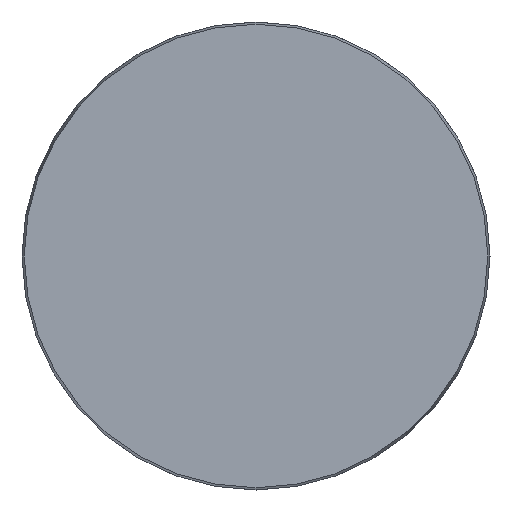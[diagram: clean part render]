
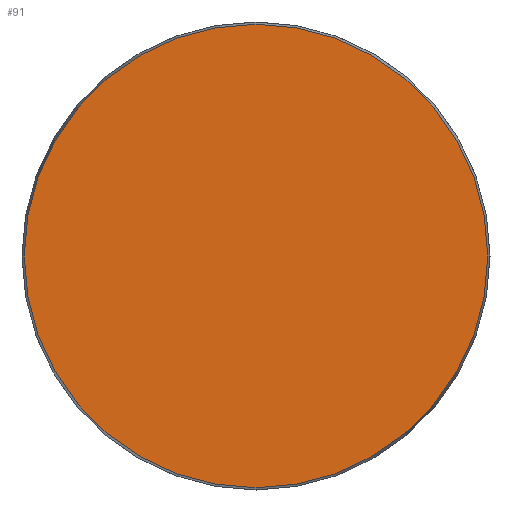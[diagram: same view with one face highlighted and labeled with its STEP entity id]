
A CAD part, front view. The second image highlights one B-rep face of the part: STEP entity #91.
In plain terms, the highlighted planar face has unit normal (0, -1, 0).
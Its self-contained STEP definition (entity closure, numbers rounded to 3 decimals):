
#7 = PLANE ( 'NONE',  #300 ) ;
#60 = FACE_OUTER_BOUND ( 'NONE', #547, .T. ) ;
#87 = CARTESIAN_POINT ( 'NONE',  ( 0., 0., -58.425 ) ) ;
#91 = ADVANCED_FACE ( 'NONE', ( #60 ), #7, .F. ) ;
#128 = DIRECTION ( 'NONE',  ( 0., -1., 0. ) ) ;
#135 = CIRCLE ( 'NONE', #457, 58.425 ) ;
#176 = DIRECTION ( 'NONE',  ( 0., 1., 0. ) ) ;
#228 = ORIENTED_EDGE ( 'NONE', *, *, #480, .T. ) ;
#300 = AXIS2_PLACEMENT_3D ( 'NONE', #359, #176, #349 ) ;
#349 = DIRECTION ( 'NONE',  ( 0., 0., 1. ) ) ;
#358 = VERTEX_POINT ( 'NONE', #87 ) ;
#359 = CARTESIAN_POINT ( 'NONE',  ( -58.425, 0., 0. ) ) ;
#397 = DIRECTION ( 'NONE',  ( 0., 0., -1. ) ) ;
#457 = AXIS2_PLACEMENT_3D ( 'NONE', #481, #128, #397 ) ;
#480 = EDGE_CURVE ( 'NONE', #358, #358, #135, .T. ) ;
#481 = CARTESIAN_POINT ( 'NONE',  ( 0., 0., 0. ) ) ;
#547 = EDGE_LOOP ( 'NONE', ( #228 ) ) ;
